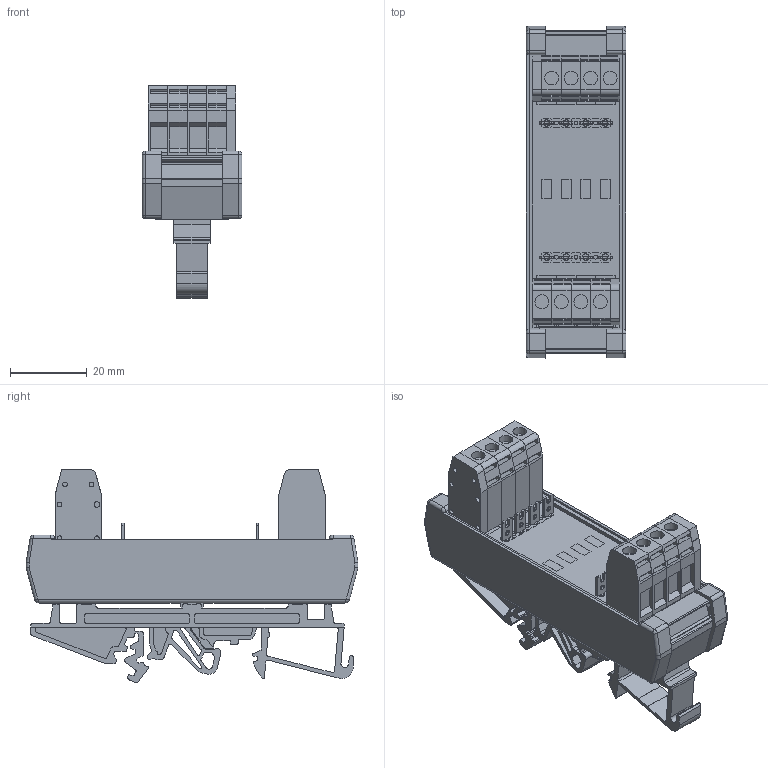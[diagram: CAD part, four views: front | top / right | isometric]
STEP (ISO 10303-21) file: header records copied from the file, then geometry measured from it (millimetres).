
FILE_DESCRIPTION(('STEP AP214'),'1');
FILE_NAME('Bsm4-dm4.rev1.step','2022-12-09T08:34:46',(' '),(' '),'Spatial InterOp 3D','XD3DPlugin XRACreate',' ');
FILE_SCHEMA(('automotive_design'));
Length unit declared in the file: millimetre
Products named in the file (62): Submodel-AssyDefn_6; 5681_AP_1_TS_orange v1.stp; Bsm4-dm4.rev1; Submodel-AssyDefn_4; 5683_RF_SP_1_orange v1.stp; Submodel-AssyDefn_2; 5680_RS-SP_1_19_mm_orange.step; DesignRootModel; uid__9223372036854776749; Submodel-noModelForPart_DO35_250207504; placementOutline; Submodel-DO35_250207504_part_DO35; PK508_1_orange v1.step; PK508_1_orange v1.step; Submodel-PK_semi_PK508_slash_1_part_TER_slash_PK508_slash_1; PK508_1_S_orange v1.step; PK508_1_S_orange v1.xtd; Submodel-PK_semi_PK508_slash_1_part_TER_slash_PK508_slash_1_slash_S; IKP-102-00 v1.step; IKP-102-00 v1.xtd; Submodel-J053_SOLDEERGAFFEL-LOS_part_CON_slash_OOGLOS; Submodel-noModelForPart_PK_semi_PZK3000_2572943182; Submodel-PK_semi_PZK3000_2572943182_part_TER_slash_PZK3000_slash_1S; Submodel-PK_semi_PZK3000_2572943182_part_TER_slash_PZK3000; Submodel-PK_semi_PZK3000_2572943182_part_TER_slash_PZK3000_slash_1B; Submodel-noModelForPart_J_semi_GAFFEL_slash_2_642126864; Submodel-J_semi_GAFFEL_slash_2_642126864_part_CON_slash_GAFFEL_slash_2; Submodel-noModelForPart_J_semi_GAFFEL_slash_2_2810079262; Submodel-J_semi_GAFFEL_slash_2_2810079262_part_CON_slash_GAFFEL_slash_2; Submodel-noModelForPart_J_semi_GAFFEL_slash_2_452900294; Submodel-J_semi_GAFFEL_slash_2_452900294_part_CON_slash_GAFFEL_slash_2S; Submodel-noModelForPart_J_semi_GAFFEL_slash_2_3273431948; Submodel-J_semi_GAFFEL_slash_2_3273431948_part_CON_slash_GAFFEL_slash_2S
Assembly tree (85 placements, depth 5):
  Bsm4-dm4.rev1
    Submodel-AssyDefn_6  x2
      5681_AP_1_TS_orange v1.stp
    Submodel-AssyDefn_4
      5683_RF_SP_1_orange v1.stp
    Submodel-AssyDefn_2
      5680_RS-SP_1_19_mm_orange.step
    DesignRootModel
      uid__9223372036854776749
      Submodel-DO35_250207504_part_DO35  x4
        Submodel-noModelForPart_DO35_250207504
          placementOutline
      Submodel-PK_semi_PK508_slash_1_part_TER_slash_PK508_slash_1  x6
  PK508_1_orange v1.step
          PK508_1_orange v1.step
      Submodel-PK_semi_PK508_slash_1_part_TER_slash_PK508_slash_1_slash_S  x2
  PK508_1_S_orange v1.step
          PK508_1_S_orange v1.xtd
      Submodel-J053_SOLDEERGAFFEL-LOS_part_CON_slash_OOGLOS  x8
  IKP-102-00 v1.step
          IKP-102-00 v1.xtd
      Submodel-PK_semi_PZK3000_2572943182_part_TER_slash_PZK3000_slash_1S  x2
        Submodel-noModelForPart_PK_semi_PZK3000_2572943182
          placementOutline
          placementOutline
          placementOutline
      Submodel-PK_semi_PZK3000_2572943182_part_TER_slash_PZK3000  x4
        Submodel-noModelForPart_PK_semi_PZK3000_2572943182
          placementOutline
          placementOutline
          placementOutline
      Submodel-PK_semi_PZK3000_2572943182_part_TER_slash_PZK3000_slash_1B  x2
        Submodel-noModelForPart_PK_semi_PZK3000_2572943182
          placementOutline
          placementOutline
          placementOutline
      Submodel-J_semi_GAFFEL_slash_2_642126864_part_CON_slash_GAFFEL_slash_2
        Submodel-noModelForPart_J_semi_GAFFEL_slash_2_642126864
          placementOutline
          placementOutline
          placementOutline
          placementOutline
          placementOutline
          placementOutline
          placementOutline
      Submodel-J_semi_GAFFEL_slash_2_2810079262_part_CON_slash_GAFFEL_slash_2
        Submodel-noModelForPart_J_semi_GAFFEL_slash_2_2810079262
          placementOutline
          placementOutline
          placementOutline
          placementOutline
          placementOutline
          placementOutline
          placementOutline
      Submodel-J_semi_GAFFEL_slash_2_452900294_part_CON_slash_GAFFEL_slash_2S
        Submodel-noModelForPart_J_semi_GAFFEL_slash_2_452900294
          placementOutline
          placementOutline
          placementOutline
          placementOutline
Bounding box: 26 x 86.4 x 55.41 mm (x, y, z)
Volume: 27779.9 mm3; surface area: 39711.4 mm2
Topology: 85 solids, 85 shells, 1956 faces, 5055 edges, 3301 vertices
Faces by surface type: plane 1404, cylinder 484, torus 44, cone 24
Full cylindrical faces by diameter (mm): 1.016 x6, 1.25 x10, 1.3 x8, 1.45 x2, 1.7 x12, 1.778 x8, 3.6 x8
Entity records: 45787 total; most frequent: CARTESIAN_POINT 6210, DIRECTION 6094, ORIENTED_EDGE 5956, EDGE_CURVE 2978, LINE 2322, VECTOR 2322, VERTEX_POINT 1990, AXIS2_PLACEMENT_3D 1886
